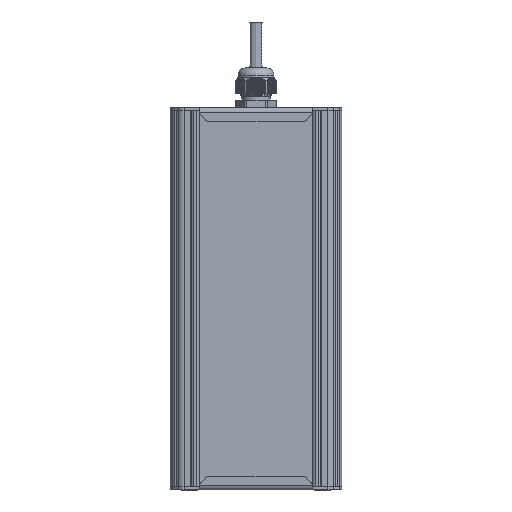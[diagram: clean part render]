
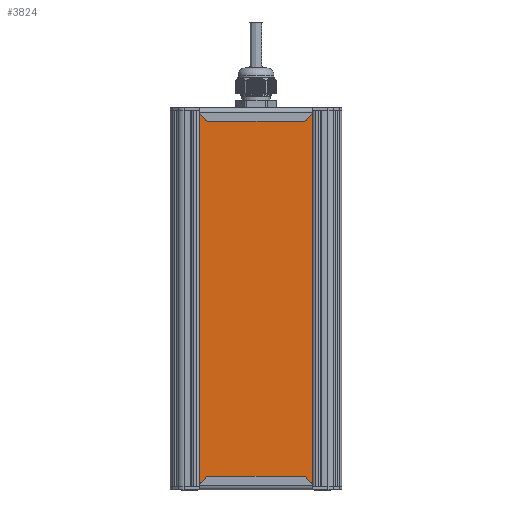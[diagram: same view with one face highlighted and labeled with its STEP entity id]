
A CAD part, front view. The second image highlights one B-rep face of the part: STEP entity #3824.
In plain terms, the highlighted face is planar.
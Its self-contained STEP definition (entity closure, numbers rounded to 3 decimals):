
#3824=ADVANCED_FACE('',(#14090),#14092,.T.);
#14090=FACE_BOUND('',#14091,.T.);
#14091=EDGE_LOOP('',(#45500,#45501,#45502,#45503));
#14092=PLANE('',#14093);
#14093=AXIS2_PLACEMENT_3D('',#14094,#14095,#14096);
#14094=CARTESIAN_POINT('',(120.465,593.492,117.308));
#14095=DIRECTION('',(0.,0.,-1.));
#14096=DIRECTION('',(0.,1.,0.));
#45500=ORIENTED_EDGE('',*,*,#53930,.T.);
#45501=ORIENTED_EDGE('',*,*,#53929,.T.);
#45502=ORIENTED_EDGE('',*,*,#53931,.T.);
#45503=ORIENTED_EDGE('',*,*,#53932,.F.);
#53929=EDGE_CURVE('',#60472,#60477,#60479,.T.);
#53930=EDGE_CURVE('',#60480,#60472,#60481,.F.);
#53931=EDGE_CURVE('',#60477,#60482,#60483,.T.);
#53932=EDGE_CURVE('',#60480,#60482,#60484,.T.);
#60472=VERTEX_POINT('',#80856);
#60477=VERTEX_POINT('',#80865);
#60479=LINE('',#80869,#80870);
#60480=VERTEX_POINT('',#80872);
#60481=LINE('',#80873,#80874);
#60482=VERTEX_POINT('',#80876);
#60483=LINE('',#80877,#80878);
#60484=LINE('',#80880,#80881);
#80856=CARTESIAN_POINT('',(145.465,679.838,117.308));
#80865=CARTESIAN_POINT('',(391.465,679.838,117.308));
#80869=CARTESIAN_POINT('',(145.465,679.838,117.308));
#80870=VECTOR('',#80871,1.);
#80871=DIRECTION('',(1.,0.,0.));
#80872=CARTESIAN_POINT('',(145.465,593.492,117.308));
#80873=CARTESIAN_POINT('',(145.465,679.838,117.308));
#80874=VECTOR('',#80875,1.);
#80875=DIRECTION('',(0.,-1.,0.));
#80876=CARTESIAN_POINT('',(391.465,593.492,117.308));
#80877=CARTESIAN_POINT('',(391.465,679.838,117.308));
#80878=VECTOR('',#80879,1.);
#80879=DIRECTION('',(0.,-1.,0.));
#80880=CARTESIAN_POINT('',(145.465,593.492,117.308));
#80881=VECTOR('',#80882,1.);
#80882=DIRECTION('',(1.,0.,0.));
